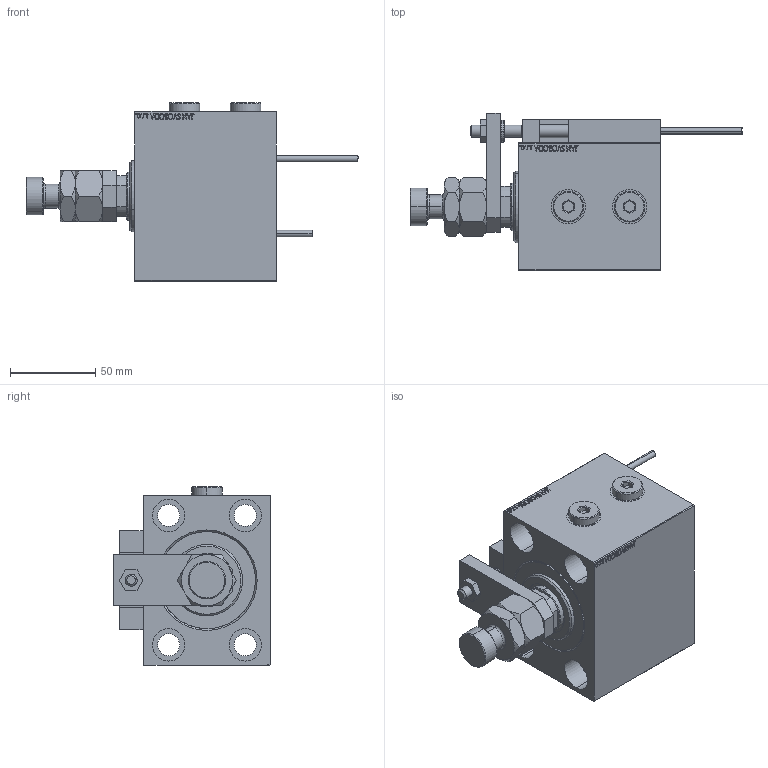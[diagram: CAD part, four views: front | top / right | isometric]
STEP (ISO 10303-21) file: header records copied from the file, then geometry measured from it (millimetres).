
FILE_DESCRIPTION (( 'STEP AP203' ), '1' );
FILE_NAME ('98a8.STEP', '2024-02-12T22:35:02', ( '' ), ( '' ), 'SwSTEP 2.0', 'SolidWorks 2019', '' );
FILE_SCHEMA (( 'CONFIG_CONTROL_DESIGN' ));
Length unit declared in the file: millimetre
Products named in the file (17): SWITCH DIM B,W 4604cf82f1b800fb28d752b3001df452; TYC_L79 4604cf82f1b800fb28d752b3001df452; NUT_D12 4604cf82f1b800fb28d752b3001df452; SWITCH_X_FRONT_BACK 4604cf82f1b800fb28d752b3001df452; ALLEN BOLT D8 4604cf82f1b800fb28d752b3001df452; Zatka_OIL_PORT 4604cf82f1b800fb28d752b3001df452; 98a8; SWITCH X 4604cf82f1b800fb28d752b3001df452; V450CM_C_VCP 4604cf82f1b800fb28d752b3001df452; V450CM_VC_B 4604cf82f1b800fb28d752b3001df452; KONCOVKA 4604cf82f1b800fb28d752b3001df452; X_Y_MFA 4604cf82f1b800fb28d752b3001df452; V450CM_C_Body 4604cf82f1b800fb28d752b3001df452; ZARAZKA 4604cf82f1b800fb28d752b3001df452; ALLEN BOLT D5 4604cf82f1b800fb28d752b3001df452; Block 4604cf82f1b800fb28d752b3001df452; MAGNET 4604cf82f1b800fb28d752b3001df452
Assembly tree (27 placements, depth 3):
  98a8
    V450CM_C_Body 4604cf82f1b800fb28d752b3001df452
    SWITCH X 4604cf82f1b800fb28d752b3001df452
      SWITCH_X_FRONT_BACK 4604cf82f1b800fb28d752b3001df452  x2
      TYC_L79 4604cf82f1b800fb28d752b3001df452
      Block 4604cf82f1b800fb28d752b3001df452  x2
      ALLEN BOLT D5 4604cf82f1b800fb28d752b3001df452  x4
      ALLEN BOLT D8 4604cf82f1b800fb28d752b3001df452  x4
      MAGNET 4604cf82f1b800fb28d752b3001df452  x2
      KONCOVKA 4604cf82f1b800fb28d752b3001df452  x2
    NUT_D12 4604cf82f1b800fb28d752b3001df452
    SWITCH DIM B,W 4604cf82f1b800fb28d752b3001df452
    ZARAZKA 4604cf82f1b800fb28d752b3001df452
    V450CM_C_VCP 4604cf82f1b800fb28d752b3001df452
    V450CM_VC_B 4604cf82f1b800fb28d752b3001df452
    X_Y_MFA 4604cf82f1b800fb28d752b3001df452
    Zatka_OIL_PORT 4604cf82f1b800fb28d752b3001df452  x2
Bounding box: 195 x 92.5 x 104.9 mm (x, y, z)
Volume: 622657.7 mm3; surface area: 125973.5 mm2
Topology: 26 solids, 26 shells, 1389 faces, 3292 edges, 2093 vertices
Faces by surface type: plane 611, bspline 380, cylinder 208, cone 138, torus 48, sphere 4
Entity records: 53101 total; most frequent: CARTESIAN_POINT 26763, ORIENTED_EDGE 5524, DIRECTION 3844, EDGE_CURVE 2762, VERTEX_POINT 1793, LINE 1552, VECTOR 1552, EDGE_LOOP 1291
